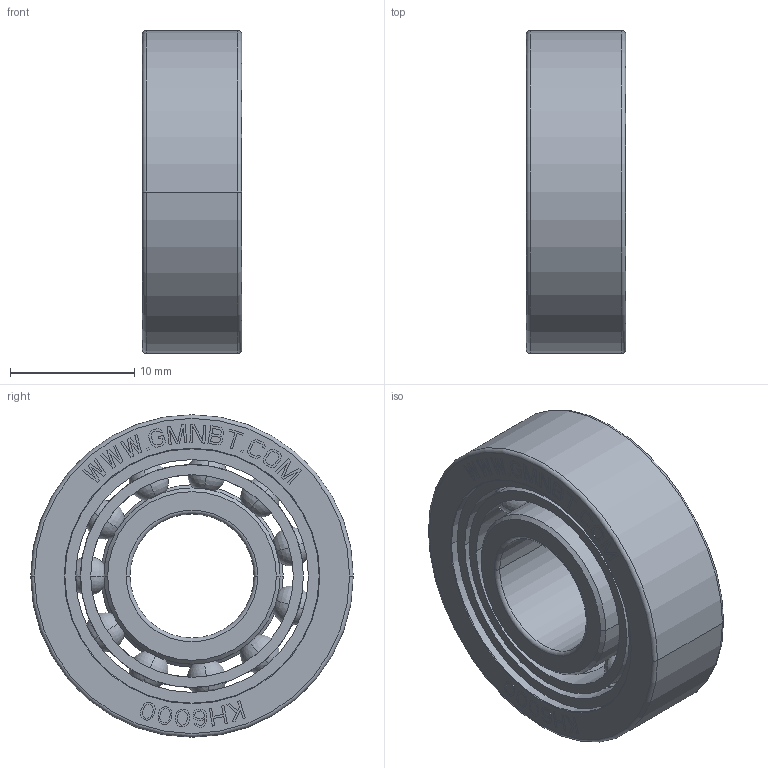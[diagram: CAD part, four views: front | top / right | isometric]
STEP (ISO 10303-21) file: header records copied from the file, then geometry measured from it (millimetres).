
FILE_DESCRIPTION((''),'2;1');
FILE_NAME('KH6000_PRT','2014-11-17T',('sales 4'),(''),'PRO/ENGINEER BY PARAMETRIC TECHNOLOGY CORPORATION, 2013150','PRO/ENGINEER BY PARAMETRIC TECHNOLOGY CORPORATION, 2013150','');
FILE_SCHEMA(('AUTOMOTIVE_DESIGN { 1 0 10303 214 1 1 1 1 }'));
Length unit declared in the file: millimetre
Products named in the file (1): KH6000_PRT
Bounding box: 8.01 x 26 x 26 mm (x, y, z)
Volume: 2826.7 mm3; surface area: 3400.4 mm2
Topology: 14 solids, 14 shells, 592 faces, 1652 edges, 1070 vertices
Faces by surface type: plane 508, cylinder 40, sphere 22, torus 12, cone 10
Entity records: 25456 total; most frequent: CARTESIAN_POINT 5188, ORIENTED_EDGE 3216, DIRECTION 2838, PRESENTATION_STYLE_ASSIGNMENT 1647, STYLED_ITEM 1622, CURVE_STYLE 1608, EDGE_CURVE 1608, VECTOR 1474
